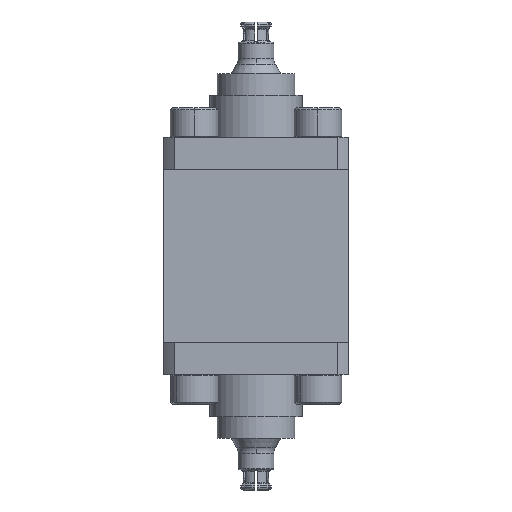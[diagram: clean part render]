
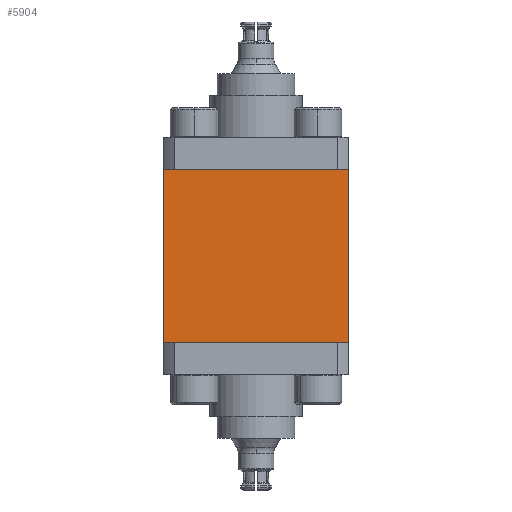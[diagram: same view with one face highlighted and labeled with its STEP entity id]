
A CAD part, left-side view. The second image highlights one B-rep face of the part: STEP entity #5904.
In plain terms, the highlighted planar face has unit normal (-1, 0, 0).
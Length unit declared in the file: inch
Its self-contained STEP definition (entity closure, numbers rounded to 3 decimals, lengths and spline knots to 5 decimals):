
#296 = CARTESIAN_POINT ( 'NONE',  ( 0., 0.375, -0.35 ) ) ;
#400 = LINE ( 'NONE', #5431, #7546 ) ;
#1167 = DIRECTION ( 'NONE',  ( 0., 0., 1. ) ) ;
#1204 = VERTEX_POINT ( 'NONE', #7552 ) ;
#1358 = VECTOR ( 'NONE', #4319, 39.37008 ) ;
#1946 = EDGE_CURVE ( 'NONE', #1204, #7192, #6966, .T. ) ;
#1979 = CARTESIAN_POINT ( 'NONE',  ( 0., 0., 0. ) ) ;
#2036 = DIRECTION ( 'NONE',  ( 0., -1., 0. ) ) ;
#2156 = VECTOR ( 'NONE', #2036, 39.37008 ) ;
#2467 = PLANE ( 'NONE',  #9316 ) ;
#2785 = DIRECTION ( 'NONE',  ( 0., 0., 1. ) ) ;
#3015 = VERTEX_POINT ( 'NONE', #5222 ) ;
#3107 = EDGE_CURVE ( 'NONE', #6465, #7192, #7037, .T. ) ;
#3575 = EDGE_CURVE ( 'NONE', #3015, #6465, #9569, .T. ) ;
#4011 = ORIENTED_EDGE ( 'NONE', *, *, #4976, .T. ) ;
#4319 = DIRECTION ( 'NONE',  ( 0., 0., 1. ) ) ;
#4976 = EDGE_CURVE ( 'NONE', #3015, #1204, #400, .T. ) ;
#5222 = CARTESIAN_POINT ( 'NONE',  ( 0., 0.375, -0.35 ) ) ;
#5431 = CARTESIAN_POINT ( 'NONE',  ( 0., 0., -0.35 ) ) ;
#5820 = CARTESIAN_POINT ( 'NONE',  ( 0., 0., -0.35 ) ) ;
#5832 = ORIENTED_EDGE ( 'NONE', *, *, #3575, .F. ) ;
#5904 = ADVANCED_FACE ( 'NONE', ( #9173 ), #2467, .T. ) ;
#6465 = VERTEX_POINT ( 'NONE', #8155 ) ;
#6966 = LINE ( 'NONE', #7721, #1358 ) ;
#7037 = LINE ( 'NONE', #10379, #2156 ) ;
#7192 = VERTEX_POINT ( 'NONE', #1979 ) ;
#7457 = ORIENTED_EDGE ( 'NONE', *, *, #1946, .T. ) ;
#7546 = VECTOR ( 'NONE', #10481, 39.37008 ) ;
#7552 = CARTESIAN_POINT ( 'NONE',  ( 0., 0., -0.35 ) ) ;
#7721 = CARTESIAN_POINT ( 'NONE',  ( 0., 0., -0.35 ) ) ;
#7882 = EDGE_LOOP ( 'NONE', ( #8023, #5832, #4011, #7457 ) ) ;
#8023 = ORIENTED_EDGE ( 'NONE', *, *, #3107, .F. ) ;
#8155 = CARTESIAN_POINT ( 'NONE',  ( 0., 0.375, 0. ) ) ;
#9173 = FACE_OUTER_BOUND ( 'NONE', #7882, .T. ) ;
#9316 = AXIS2_PLACEMENT_3D ( 'NONE', #5820, #9550, #2785 ) ;
#9550 = DIRECTION ( 'NONE',  ( -1., 0., 0. ) ) ;
#9569 = LINE ( 'NONE', #296, #10746 ) ;
#10379 = CARTESIAN_POINT ( 'NONE',  ( 0., 0., 0. ) ) ;
#10481 = DIRECTION ( 'NONE',  ( 0., -1., 0. ) ) ;
#10746 = VECTOR ( 'NONE', #1167, 39.37008 ) ;
